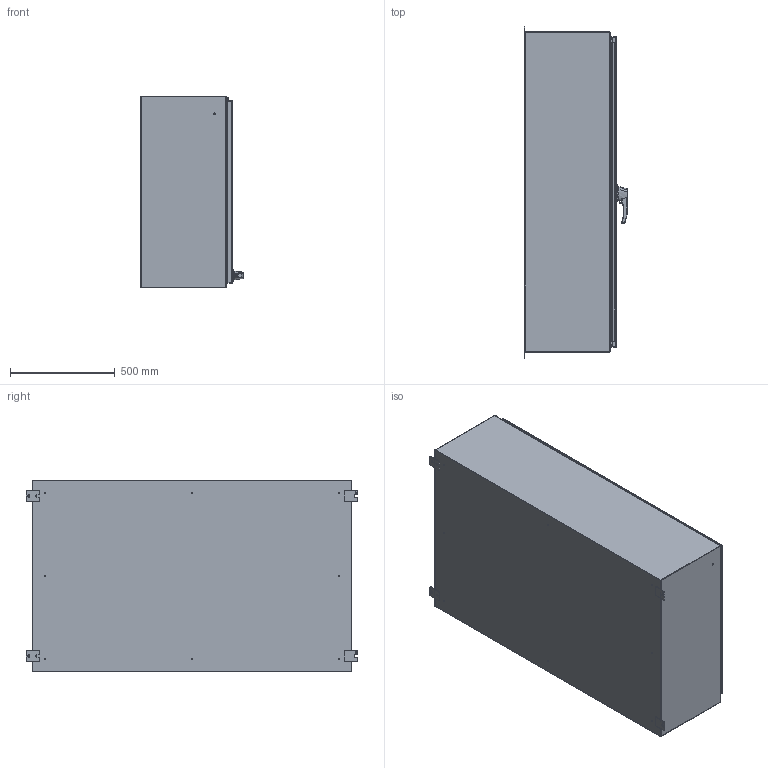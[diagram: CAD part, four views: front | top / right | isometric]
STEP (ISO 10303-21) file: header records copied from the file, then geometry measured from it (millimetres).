
FILE_DESCRIPTION (( 'STEP AP214' ), '1' );
FILE_NAME ('HW603616S16HK.STEP', '2019-07-18T15:29:25', ( '' ), ( '' ), 'SwSTEP 2.0', 'SolidWorks 2018', '' );
FILE_SCHEMA (( 'AUTOMOTIVE_DESIGN' ));
Length unit declared in the file: inch
Products named in the file (1): HW603616S16HK
Bounding box: 494.61 x 1581.15 x 914.4 mm (x, y, z)
Volume: 10886110.3 mm3; surface area: 10746437.6 mm2
Topology: 47 solids, 48 shells, 1692 faces, 4361 edges, 2808 vertices
Faces by surface type: cylinder 778, plane 778, bspline 95, cone 41
Entity records: 109791 total; most frequent: CARTESIAN_POINT 45962, ORIENTED_EDGE 8706, DIRECTION 8671, EDGE_CURVE 4353, AXIS2_PLACEMENT_3D 3105, VERTEX_POINT 2808, LINE 2461, VECTOR 2461
